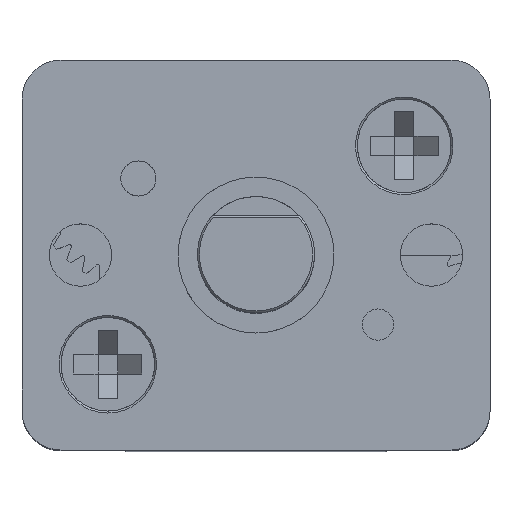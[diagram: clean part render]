
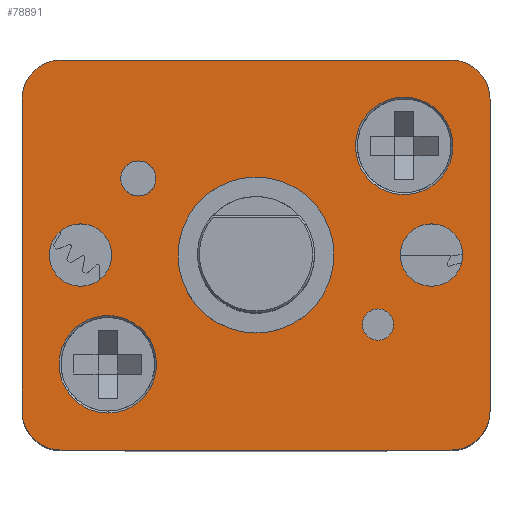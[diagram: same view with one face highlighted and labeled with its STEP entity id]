
A CAD part, top view. The second image highlights one B-rep face of the part: STEP entity #78891.
In plain terms, the highlighted planar face has unit normal (0, 0, 1).
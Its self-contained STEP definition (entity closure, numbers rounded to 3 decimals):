
#6519 = CIRCLE ( 'NONE', #40941, 0.8 ) ;
#8129 = EDGE_CURVE ( 'NONE', #18997, #83351, #94607, .T. ) ;
#8778 = DIRECTION ( 'NONE',  ( 0., 0., -1. ) ) ;
#10029 = VERTEX_POINT ( 'NONE', #21702 ) ;
#11491 = AXIS2_PLACEMENT_3D ( 'NONE', #80116, #66791, #31044 ) ;
#11610 = CARTESIAN_POINT ( 'NONE',  ( -6., -5., 12.5 ) ) ;
#12009 = VERTEX_POINT ( 'NONE', #22190 ) ;
#12753 = ORIENTED_EDGE ( 'NONE', *, *, #28140, .T. ) ;
#13949 = CARTESIAN_POINT ( 'NONE',  ( 6., -4., 12.5 ) ) ;
#15625 = ORIENTED_EDGE ( 'NONE', *, *, #52251, .T. ) ;
#15830 = CIRCLE ( 'NONE', #149115, 0.4 ) ;
#17564 = FACE_BOUND ( 'NONE', #24433, .T. ) ;
#18675 = CIRCLE ( 'NONE', #91249, 1.25 ) ;
#18997 = VERTEX_POINT ( 'NONE', #55883 ) ;
#19034 = CARTESIAN_POINT ( 'NONE',  ( -6., 5., 12.5 ) ) ;
#19504 = DIRECTION ( 'NONE',  ( -1., 0., 0. ) ) ;
#19897 = CARTESIAN_POINT ( 'NONE',  ( -5., 4., 12.5 ) ) ;
#21702 = CARTESIAN_POINT ( 'NONE',  ( -2.567, 1.964, 12.5 ) ) ;
#22190 = CARTESIAN_POINT ( 'NONE',  ( -2., 0., 12.5 ) ) ;
#22986 = FACE_OUTER_BOUND ( 'NONE', #48484, .T. ) ;
#23210 = VECTOR ( 'NONE', #141386, 1000. ) ;
#24433 = EDGE_LOOP ( 'NONE', ( #58377 ) ) ;
#28140 = EDGE_CURVE ( 'NONE', #149122, #149122, #18675, .T. ) ;
#31044 = DIRECTION ( 'NONE',  ( 1., 0., 0. ) ) ;
#32195 = ORIENTED_EDGE ( 'NONE', *, *, #59253, .F. ) ;
#32255 = DIRECTION ( 'NONE',  ( 1., 0., 0. ) ) ;
#32972 = CARTESIAN_POINT ( 'NONE',  ( 2.55, 2.8, 12.5 ) ) ;
#35032 = CARTESIAN_POINT ( 'NONE',  ( 3.128, -1.782, 12.5 ) ) ;
#35035 = LINE ( 'NONE', #56643, #133709 ) ;
#36068 = DIRECTION ( 'NONE',  ( 1., 0., 0. ) ) ;
#36297 = CARTESIAN_POINT ( 'NONE',  ( -5., -5., 12.5 ) ) ;
#36477 = LINE ( 'NONE', #19034, #62124 ) ;
#37007 = CARTESIAN_POINT ( 'NONE',  ( -3.017, 1.964, 12.5 ) ) ;
#37722 = FACE_BOUND ( 'NONE', #68248, .T. ) ;
#37957 = EDGE_CURVE ( 'NONE', #40510, #45170, #122728, .T. ) ;
#38527 = ORIENTED_EDGE ( 'NONE', *, *, #86129, .F. ) ;
#40510 = VERTEX_POINT ( 'NONE', #47796 ) ;
#40941 = AXIS2_PLACEMENT_3D ( 'NONE', #74791, #97340, #144260 ) ;
#42824 = PLANE ( 'NONE',  #11491 ) ;
#43816 = AXIS2_PLACEMENT_3D ( 'NONE', #110455, #74741, #146199 ) ;
#44277 = CARTESIAN_POINT ( 'NONE',  ( -5.05, -2.8, 12.5 ) ) ;
#44528 = DIRECTION ( 'NONE',  ( 1., 0., 0. ) ) ;
#45028 = DIRECTION ( 'NONE',  ( 0., 0., -1. ) ) ;
#45170 = VERTEX_POINT ( 'NONE', #62730 ) ;
#45818 = ORIENTED_EDGE ( 'NONE', *, *, #51463, .T. ) ;
#46264 = CARTESIAN_POINT ( 'NONE',  ( 6., 5., 12.5 ) ) ;
#46802 = DIRECTION ( 'NONE',  ( 0., 0., -1. ) ) ;
#47796 = CARTESIAN_POINT ( 'NONE',  ( 5., 5., 12.5 ) ) ;
#47966 = DIRECTION ( 'NONE',  ( 1., 0., 0. ) ) ;
#48484 = EDGE_LOOP ( 'NONE', ( #57012, #75659, #97153, #89763, #115135, #92418, #32195, #38527 ) ) ;
#50483 = CIRCLE ( 'NONE', #61786, 1. ) ;
#51463 = EDGE_CURVE ( 'NONE', #12009, #12009, #136701, .T. ) ;
#52251 = EDGE_CURVE ( 'NONE', #85267, #85267, #6519, .T. ) ;
#53791 = EDGE_CURVE ( 'NONE', #66024, #18997, #91141, .T. ) ;
#54124 = AXIS2_PLACEMENT_3D ( 'NONE', #124153, #112821, #87904 ) ;
#54940 = EDGE_CURVE ( 'NONE', #118101, #118101, #127315, .T. ) ;
#55864 = VERTEX_POINT ( 'NONE', #44277 ) ;
#55883 = CARTESIAN_POINT ( 'NONE',  ( -6., -4., 12.5 ) ) ;
#56053 = VERTEX_POINT ( 'NONE', #119514 ) ;
#56277 = EDGE_LOOP ( 'NONE', ( #88869 ) ) ;
#56643 = CARTESIAN_POINT ( 'NONE',  ( 6., -5., 12.5 ) ) ;
#57012 = ORIENTED_EDGE ( 'NONE', *, *, #8129, .F. ) ;
#58377 = ORIENTED_EDGE ( 'NONE', *, *, #69758, .T. ) ;
#59253 = EDGE_CURVE ( 'NONE', #56053, #40510, #36477, .T. ) ;
#60966 = DIRECTION ( 'NONE',  ( 0., 0., -1. ) ) ;
#61786 = AXIS2_PLACEMENT_3D ( 'NONE', #94481, #83716, #47966 ) ;
#62124 = VECTOR ( 'NONE', #77875, 1000. ) ;
#62730 = CARTESIAN_POINT ( 'NONE',  ( 6., 4., 12.5 ) ) ;
#62882 = EDGE_LOOP ( 'NONE', ( #72104 ) ) ;
#66024 = VERTEX_POINT ( 'NONE', #36297 ) ;
#66791 = DIRECTION ( 'NONE',  ( 0., 0., -1. ) ) ;
#67756 = DIRECTION ( 'NONE',  ( 0., -1., 0. ) ) ;
#68248 = EDGE_LOOP ( 'NONE', ( #15625 ) ) ;
#68642 = EDGE_CURVE ( 'NONE', #84351, #66024, #35035, .T. ) ;
#69758 = EDGE_CURVE ( 'NONE', #55864, #55864, #73691, .T. ) ;
#72104 = ORIENTED_EDGE ( 'NONE', *, *, #109545, .T. ) ;
#73691 = CIRCLE ( 'NONE', #54124, 1.25 ) ;
#73857 = EDGE_LOOP ( 'NONE', ( #45818 ) ) ;
#74741 = DIRECTION ( 'NONE',  ( 0., 0., -1. ) ) ;
#74791 = CARTESIAN_POINT ( 'NONE',  ( 4.5, 0., 12.5 ) ) ;
#75659 = ORIENTED_EDGE ( 'NONE', *, *, #53791, .F. ) ;
#76439 = EDGE_LOOP ( 'NONE', ( #127772 ) ) ;
#77875 = DIRECTION ( 'NONE',  ( 1., 0., 0. ) ) ;
#78096 = AXIS2_PLACEMENT_3D ( 'NONE', #148311, #8778, #19504 ) ;
#78891 = ADVANCED_FACE ( 'NONE', ( #17564, #103490, #92582, #88870, #99879, #37722, #130941, #22986 ), #42824, .F. ) ;
#80116 = CARTESIAN_POINT ( 'NONE',  ( -6., 5., 12.5 ) ) ;
#82467 = CARTESIAN_POINT ( 'NONE',  ( -6., 4., 12.5 ) ) ;
#83351 = VERTEX_POINT ( 'NONE', #82467 ) ;
#83716 = DIRECTION ( 'NONE',  ( 0., 0., -1. ) ) ;
#84351 = VERTEX_POINT ( 'NONE', #85664 ) ;
#85267 = VERTEX_POINT ( 'NONE', #103466 ) ;
#85664 = CARTESIAN_POINT ( 'NONE',  ( 5., -5., 12.5 ) ) ;
#86129 = EDGE_CURVE ( 'NONE', #83351, #56053, #142727, .T. ) ;
#87904 = DIRECTION ( 'NONE',  ( -1., 0., 0. ) ) ;
#88869 = ORIENTED_EDGE ( 'NONE', *, *, #99410, .T. ) ;
#88870 = FACE_BOUND ( 'NONE', #56277, .T. ) ;
#89763 = ORIENTED_EDGE ( 'NONE', *, *, #142890, .F. ) ;
#89852 = AXIS2_PLACEMENT_3D ( 'NONE', #37007, #60966, #95785 ) ;
#91141 = CIRCLE ( 'NONE', #147862, 1. ) ;
#91249 = AXIS2_PLACEMENT_3D ( 'NONE', #148646, #124183, #147640 ) ;
#92418 = ORIENTED_EDGE ( 'NONE', *, *, #37957, .F. ) ;
#92477 = DIRECTION ( 'NONE',  ( -1., 0., 0. ) ) ;
#92582 = FACE_BOUND ( 'NONE', #62882, .T. ) ;
#94238 = AXIS2_PLACEMENT_3D ( 'NONE', #112441, #135957, #32255 ) ;
#94481 = CARTESIAN_POINT ( 'NONE',  ( 5., -4., 12.5 ) ) ;
#94607 = LINE ( 'NONE', #11610, #23210 ) ;
#95785 = DIRECTION ( 'NONE',  ( 1., 0., 0. ) ) ;
#97153 = ORIENTED_EDGE ( 'NONE', *, *, #68642, .F. ) ;
#97340 = DIRECTION ( 'NONE',  ( 0., 0., -1. ) ) ;
#99410 = EDGE_CURVE ( 'NONE', #149061, #149061, #15830, .T. ) ;
#99879 = FACE_BOUND ( 'NONE', #76439, .T. ) ;
#103466 = CARTESIAN_POINT ( 'NONE',  ( 5.3, 0., 12.5 ) ) ;
#103490 = FACE_BOUND ( 'NONE', #106658, .T. ) ;
#106658 = EDGE_LOOP ( 'NONE', ( #12753 ) ) ;
#109545 = EDGE_CURVE ( 'NONE', #10029, #10029, #120364, .T. ) ;
#110455 = CARTESIAN_POINT ( 'NONE',  ( 5., 4., 12.5 ) ) ;
#112441 = CARTESIAN_POINT ( 'NONE',  ( -4.5, 0., 12.5 ) ) ;
#112821 = DIRECTION ( 'NONE',  ( 0., 0., -1. ) ) ;
#112908 = DIRECTION ( 'NONE',  ( 1., 0., 0. ) ) ;
#114438 = CARTESIAN_POINT ( 'NONE',  ( -5., -4., 12.5 ) ) ;
#115135 = ORIENTED_EDGE ( 'NONE', *, *, #125378, .F. ) ;
#115676 = VECTOR ( 'NONE', #67756, 1000. ) ;
#118101 = VERTEX_POINT ( 'NONE', #139210 ) ;
#119467 = AXIS2_PLACEMENT_3D ( 'NONE', #19897, #146674, #112908 ) ;
#119514 = CARTESIAN_POINT ( 'NONE',  ( -5., 5., 12.5 ) ) ;
#120364 = CIRCLE ( 'NONE', #89852, 0.45 ) ;
#122728 = CIRCLE ( 'NONE', #43816, 1. ) ;
#124153 = CARTESIAN_POINT ( 'NONE',  ( -3.8, -2.8, 12.5 ) ) ;
#124183 = DIRECTION ( 'NONE',  ( 0., 0., -1. ) ) ;
#125378 = EDGE_CURVE ( 'NONE', #45170, #138091, #137525, .T. ) ;
#127315 = CIRCLE ( 'NONE', #94238, 0.8 ) ;
#127772 = ORIENTED_EDGE ( 'NONE', *, *, #54940, .T. ) ;
#130941 = FACE_BOUND ( 'NONE', #73857, .T. ) ;
#133709 = VECTOR ( 'NONE', #92477, 1000. ) ;
#135957 = DIRECTION ( 'NONE',  ( 0., 0., -1. ) ) ;
#136701 = CIRCLE ( 'NONE', #78096, 2. ) ;
#137525 = LINE ( 'NONE', #46264, #115676 ) ;
#137680 = CARTESIAN_POINT ( 'NONE',  ( 3.528, -1.782, 12.5 ) ) ;
#138091 = VERTEX_POINT ( 'NONE', #13949 ) ;
#139210 = CARTESIAN_POINT ( 'NONE',  ( -3.7, 0., 12.5 ) ) ;
#141386 = DIRECTION ( 'NONE',  ( 0., 1., 0. ) ) ;
#142727 = CIRCLE ( 'NONE', #119467, 1. ) ;
#142890 = EDGE_CURVE ( 'NONE', #138091, #84351, #50483, .T. ) ;
#144260 = DIRECTION ( 'NONE',  ( 1., 0., 0. ) ) ;
#146199 = DIRECTION ( 'NONE',  ( 1., 0., 0. ) ) ;
#146674 = DIRECTION ( 'NONE',  ( 0., 0., -1. ) ) ;
#147640 = DIRECTION ( 'NONE',  ( -1., 0., 0. ) ) ;
#147862 = AXIS2_PLACEMENT_3D ( 'NONE', #114438, #45028, #44528 ) ;
#148311 = CARTESIAN_POINT ( 'NONE',  ( 0., 0., 12.5 ) ) ;
#148646 = CARTESIAN_POINT ( 'NONE',  ( 3.8, 2.8, 12.5 ) ) ;
#149061 = VERTEX_POINT ( 'NONE', #137680 ) ;
#149115 = AXIS2_PLACEMENT_3D ( 'NONE', #35032, #46802, #36068 ) ;
#149122 = VERTEX_POINT ( 'NONE', #32972 ) ;
